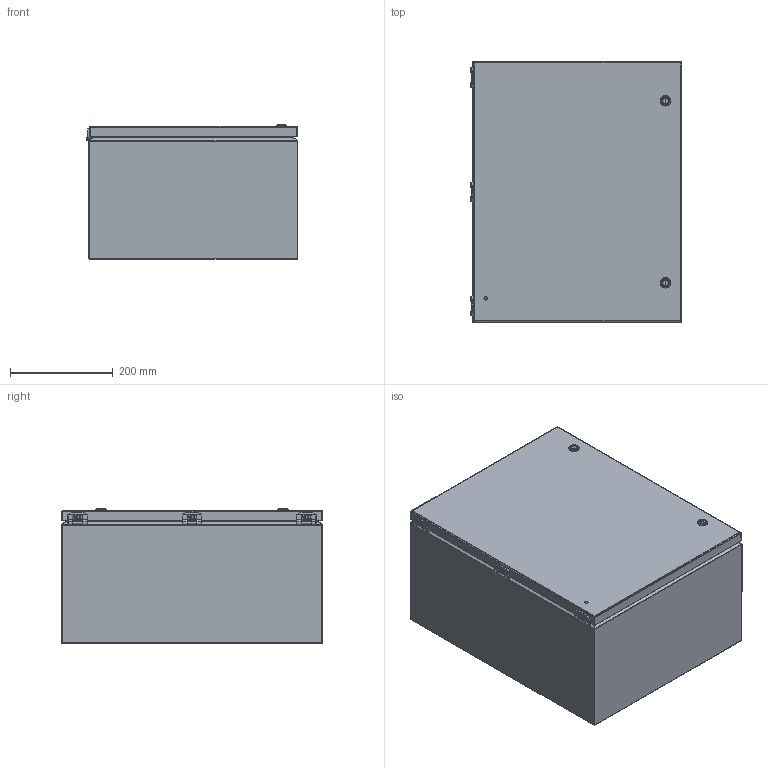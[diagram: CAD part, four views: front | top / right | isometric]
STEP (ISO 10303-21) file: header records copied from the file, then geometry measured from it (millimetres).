
FILE_DESCRIPTION (( 'STEP AP214' ), '1' );
FILE_NAME ('SCE-201610ELJ.STEP', '2023-03-21T15:40:22', ( '' ), ( '' ), 'SwSTEP 2.0', 'SolidWorks 2021', '' );
FILE_SCHEMA (( 'AUTOMOTIVE_DESIGN' ));
Length unit declared in the file: inch
Products named in the file (1): SCE-201610ELJ
Bounding box: 412 x 508 x 261.4 mm (x, y, z)
Volume: 1752310.1 mm3; surface area: 2215917 mm2
Topology: 36 solids, 36 shells, 2039 faces, 5019 edges, 2937 vertices
Faces by surface type: bspline 773, plane 647, cylinder 582, cone 27, torus 10
Full cylindrical faces by diameter (mm): 0.508 x3, 2.54 x3, 3.962 x3, 4.013 x6, 4.318 x3, 4.775 x9, 4.826 x2, 5.08 x2, 5.537 x2, 6.058 x2, 6.35 x12, 6.463 x2, 6.502 x1, 6.604 x3, 6.824 x2, 7.167 x2, 7.216 x8, 7.874 x2, 8.28 x2, 8.89 x2, 9.474 x8, 10.922 x2, 11.684 x2, 12.065 x2, 12.17 x3, 16.002 x2, 20.018 x2
Entity records: 106477 total; most frequent: CARTESIAN_POINT 67255, ORIENTED_EDGE 9346, DIRECTION 5542, EDGE_CURVE 4673, VERTEX_POINT 2894, EDGE_LOOP 2301, B_SPLINE_CURVE_WITH_KNOTS 2212, FACE_OUTER_BOUND 2167
